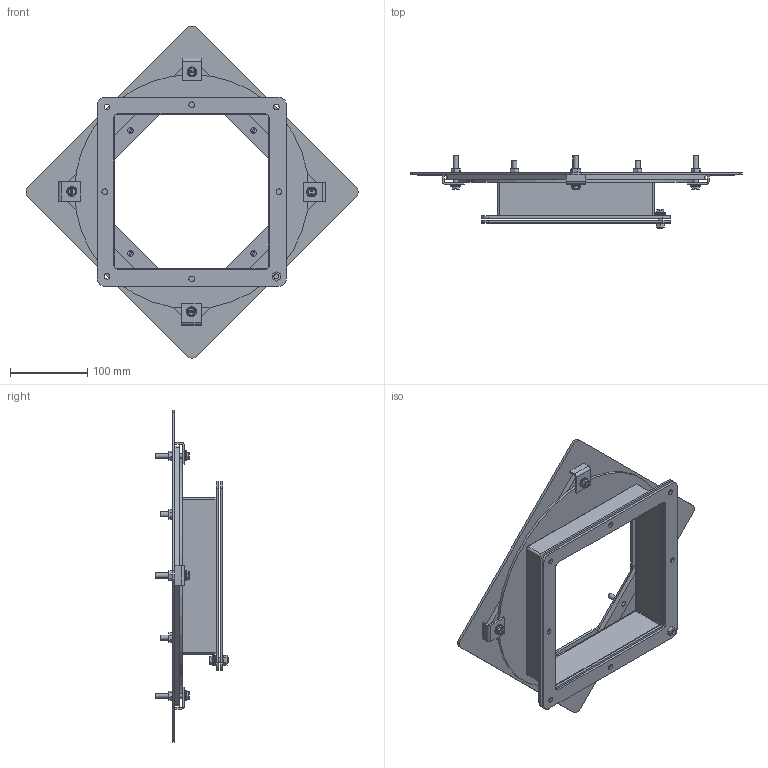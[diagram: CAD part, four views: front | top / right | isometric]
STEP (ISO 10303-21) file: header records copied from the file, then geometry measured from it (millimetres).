
FILE_DESCRIPTION (( 'STEP AP203' ), '1' );
FILE_NAME ('1487EV2SS.step', '2020-11-17T21:16:46', ( 'ADC123' ), ( 'Microsoft' ), 'SwSTEP 2.0', 'SolidWorks 2019', '' );
FILE_SCHEMA (( 'CONFIG_CONTROL_DESIGN' ));
Length unit declared in the file: inch
Products named in the file (1): 1487EV2SS
Bounding box: 429.82 x 93.93 x 429.82 mm (x, y, z)
Volume: 617815.5 mm3; surface area: 428608.2 mm2
Topology: 33 solids, 33 shells, 692 faces, 1800 edges, 1184 vertices
Faces by surface type: plane 435, cylinder 209, bspline 40, cone 8
Full cylindrical faces by diameter (mm): 4.976 x9, 6.35 x9, 6.553 x5, 7.137 x28, 7.925 x4, 9.525 x4, 12.7 x5, 303.212 x1
Entity records: 21710 total; most frequent: CARTESIAN_POINT 4974, ORIENTED_EDGE 3446, DIRECTION 3233, EDGE_CURVE 1723, VECTOR 1187, LINE 1187, VERTEX_POINT 1180, AXIS2_PLACEMENT_3D 1023
